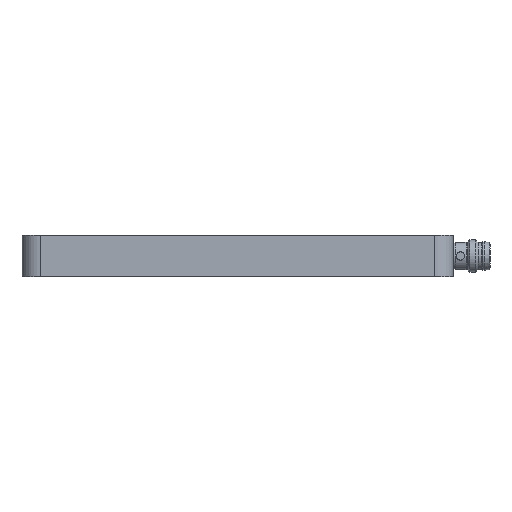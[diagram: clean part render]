
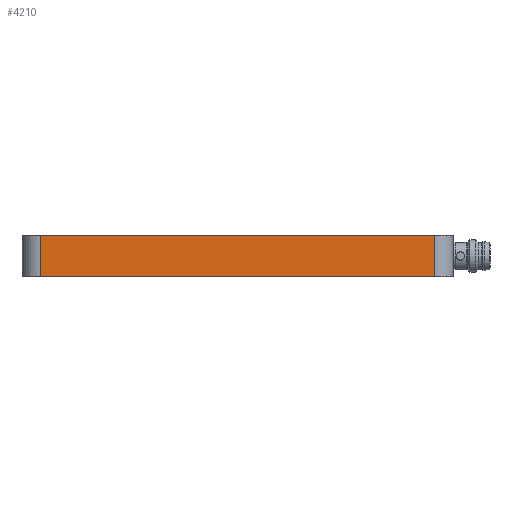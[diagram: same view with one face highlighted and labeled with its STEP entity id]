
A CAD part, front view. The second image highlights one B-rep face of the part: STEP entity #4210.
In plain terms, the highlighted planar face has unit normal (0, -1, 0).
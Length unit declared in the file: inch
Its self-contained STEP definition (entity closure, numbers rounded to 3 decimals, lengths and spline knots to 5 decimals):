
#115 = EDGE_CURVE ( 'NONE', #3895, #2435, #3303, .T. ) ;
#139 = CARTESIAN_POINT ( 'NONE',  ( 3.95669, -0.47244, 0.19685 ) ) ;
#318 = EDGE_CURVE ( 'NONE', #1972, #3263, #1253, .T. ) ;
#360 = VECTOR ( 'NONE', #2139, 39.37008 ) ;
#522 = CARTESIAN_POINT ( 'NONE',  ( 0.17717, -0.47244, 0.19685 ) ) ;
#534 = CARTESIAN_POINT ( 'NONE',  ( 0.17717, -0.47244, -0.19685 ) ) ;
#723 = CARTESIAN_POINT ( 'NONE',  ( 3.95669, -0.47244, 0.19685 ) ) ;
#1038 = EDGE_CURVE ( 'NONE', #3263, #3895, #1610, .T. ) ;
#1039 = ORIENTED_EDGE ( 'NONE', *, *, #318, .F. ) ;
#1251 = DIRECTION ( 'NONE',  ( 1., 0., 0. ) ) ;
#1253 = LINE ( 'NONE', #1541, #3354 ) ;
#1327 = VECTOR ( 'NONE', #1911, 39.37008 ) ;
#1410 = ORIENTED_EDGE ( 'NONE', *, *, #115, .F. ) ;
#1541 = CARTESIAN_POINT ( 'NONE',  ( 0.17717, -0.47244, 0.19685 ) ) ;
#1610 = LINE ( 'NONE', #139, #3126 ) ;
#1724 = FACE_OUTER_BOUND ( 'NONE', #3771, .T. ) ;
#1732 = LINE ( 'NONE', #522, #1327 ) ;
#1786 = DIRECTION ( 'NONE',  ( 0., 0., 1. ) ) ;
#1803 = DIRECTION ( 'NONE',  ( 0., 0., -1. ) ) ;
#1911 = DIRECTION ( 'NONE',  ( 0., 0., 1. ) ) ;
#1972 = VERTEX_POINT ( 'NONE', #3571 ) ;
#2139 = DIRECTION ( 'NONE',  ( -1., 0., 0. ) ) ;
#2362 = CARTESIAN_POINT ( 'NONE',  ( 0.17717, -0.47244, 0.19685 ) ) ;
#2377 = EDGE_CURVE ( 'NONE', #2435, #1972, #1732, .T. ) ;
#2419 = DIRECTION ( 'NONE',  ( 0., 1., 0. ) ) ;
#2435 = VERTEX_POINT ( 'NONE', #2925 ) ;
#2664 = PLANE ( 'NONE',  #3019 ) ;
#2925 = CARTESIAN_POINT ( 'NONE',  ( 0.17717, -0.47244, -0.19685 ) ) ;
#3019 = AXIS2_PLACEMENT_3D ( 'NONE', #2362, #2419, #1786 ) ;
#3126 = VECTOR ( 'NONE', #1803, 39.37008 ) ;
#3263 = VERTEX_POINT ( 'NONE', #723 ) ;
#3303 = LINE ( 'NONE', #534, #360 ) ;
#3354 = VECTOR ( 'NONE', #1251, 39.37008 ) ;
#3480 = CARTESIAN_POINT ( 'NONE',  ( 3.95669, -0.47244, -0.19685 ) ) ;
#3571 = CARTESIAN_POINT ( 'NONE',  ( 0.17717, -0.47244, 0.19685 ) ) ;
#3762 = ORIENTED_EDGE ( 'NONE', *, *, #2377, .F. ) ;
#3771 = EDGE_LOOP ( 'NONE', ( #3790, #1039, #3762, #1410 ) ) ;
#3790 = ORIENTED_EDGE ( 'NONE', *, *, #1038, .F. ) ;
#3895 = VERTEX_POINT ( 'NONE', #3480 ) ;
#4210 = ADVANCED_FACE ( 'NONE', ( #1724 ), #2664, .F. ) ;
